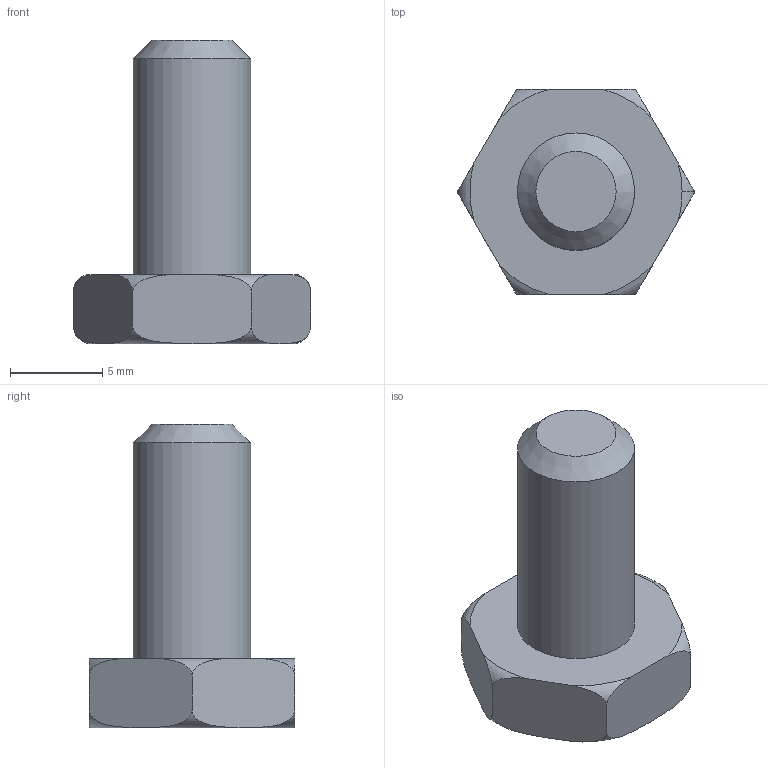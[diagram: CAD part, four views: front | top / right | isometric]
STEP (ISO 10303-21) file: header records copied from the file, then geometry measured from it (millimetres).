
FILE_DESCRIPTION(('Open CASCADE Model'),'2;1');
FILE_NAME('Open CASCADE Shape Model','2012-07-02T12:57:42',('Author'),( 'Open CASCADE'),'Open CASCADE STEP processor 6.3','Open CASCADE 6.3' ,'Unknown');
FILE_SCHEMA(('AUTOMOTIVE_DESIGN_CC2 { 1 2 10303 214 -1 1 5 4 }'));
Length unit declared in the file: millimetre
Products named in the file (1): Cut
Bounding box: 12.85 x 11.13 x 16.43 mm (x, y, z)
Volume: 790.2 mm3; surface area: 590.5 mm2
Topology: 1 solids, 1 shells, 19 faces, 45 edges, 29 vertices
Faces by surface type: plane 9, torus 8, cone 1, cylinder 1
Full cylindrical faces by diameter (mm): 6.34 x1
Entity records: 8123 total; most frequent: CARTESIAN_POINT 7317, DIRECTION 103, ORIENTED_EDGE 90, PCURVE 90, DEFINITIONAL_REPRESENTATION 90, B_SPLINE_CURVE_WITH_KNOTS 77, LINE 49, VECTOR 49
